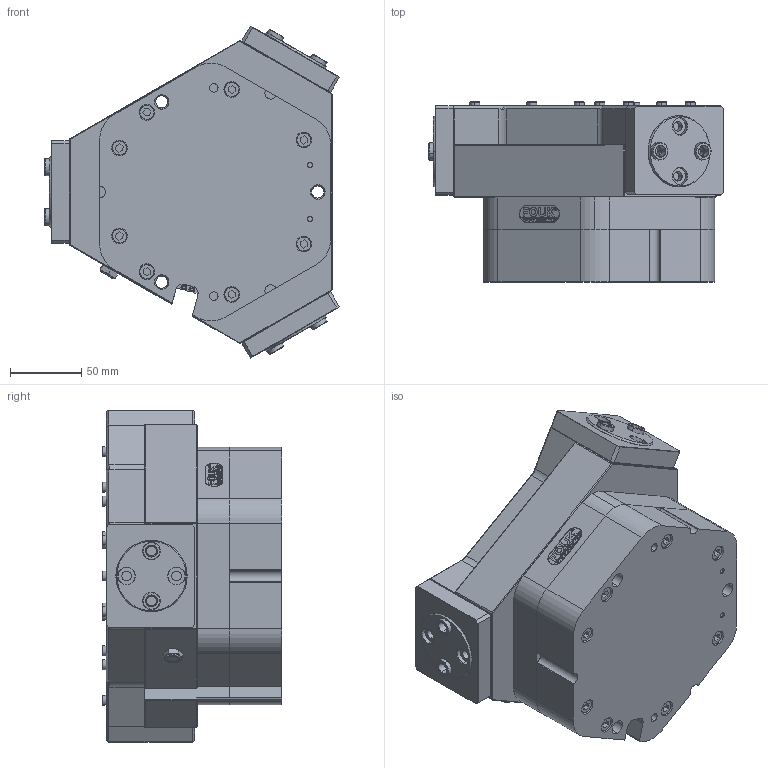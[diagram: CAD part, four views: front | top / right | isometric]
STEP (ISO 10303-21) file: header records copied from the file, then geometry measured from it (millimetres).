
FILE_DESCRIPTION (( 'STEP AP203' ), '1' );
FILE_NAME ('TZF125-NO.STEP', '2026-03-13T08:03:09', ( 'USER-' ), ( 'Microsoft' ), 'SwSTEP 2.0', 'SolidWorks 2018', '' );
FILE_SCHEMA (( 'CONFIG_CONTROL_DESIGN' ));
Length unit declared in the file: millimetre
Products named in the file (13): socket head thin cap screw_din(DIN 7984 - M4 x 8 --- 5.9N); BSLM01; ﾏ擎ﾗ12｡ﾁ8｡ﾁ6; 棠羲換覜ん; TZF125-NO; TZF125-04 奻葡裔啣; 内六角圆柱头螺钉[GBT70_1-2008][M6×45]; TRF72-01 忒硌薊极; 32x12-R6; FZ125-200-NC; TRF72-02 耜猾极; FZ125-200-M-NO-05 赻坶菁裔啣; TZF125-M-01 褲极
Assembly tree (43 placements, depth 3):
  TZF125-NO
    FZ125-200-NC
      FZ125-200-M-NO-05 赻坶菁裔啣
      内六角圆柱头螺钉[GBT70_1-2008][M6×45]  x8
    TZF125-M-01 褲极
    TRF72-01 忒硌薊极  x3
    TRF72-02 耜猾极  x3
    TZF125-04 奻葡裔啣
    ﾏ擎ﾗ12｡ﾁ8｡ﾁ6  x6
    socket head thin cap screw_din(DIN 7984 - M4 x 8 --- 5.9N)  x15
    棠羲換覜ん  x2
    32x12-R6
    BSLM01
Bounding box: 206.48 x 126.2 x 232.91 mm (x, y, z)
Volume: 2705500 mm3; surface area: 347889.1 mm2
Topology: 42 solids, 42 shells, 1913 faces, 4670 edges, 2915 vertices
Faces by surface type: plane 897, cylinder 489, cone 277, bspline 154, torus 94, sphere 2
Entity records: 43939 total; most frequent: CARTESIAN_POINT 12911, ORIENTED_EDGE 6130, DIRECTION 5666, EDGE_CURVE 3065, VERTEX_POINT 1993, LINE 1922, VECTOR 1922, AXIS2_PLACEMENT_3D 1872
